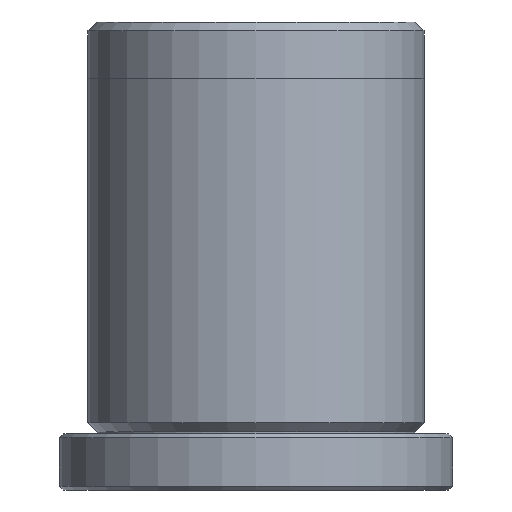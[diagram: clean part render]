
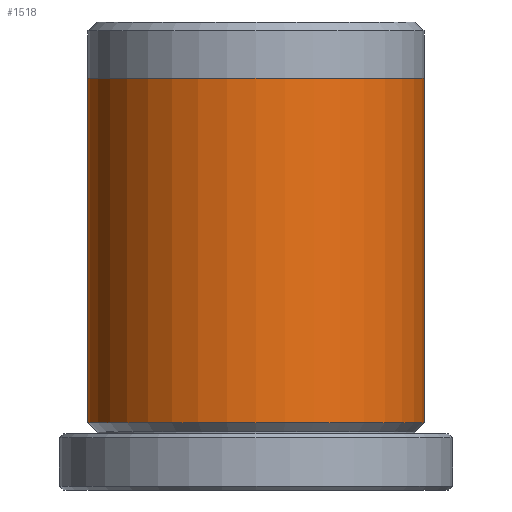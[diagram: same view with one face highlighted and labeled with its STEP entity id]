
A CAD part, front view. The second image highlights one B-rep face of the part: STEP entity #1518.
In plain terms, the highlighted cylindrical face has radius 9 mm (diameter 18 mm), a partial arc.
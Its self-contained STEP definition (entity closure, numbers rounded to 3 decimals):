
#25 = AXIS2_PLACEMENT_3D ( 'NONE', #1224, #1107, #851 ) ;
#80 = FACE_OUTER_BOUND ( 'NONE', #471, .T. ) ;
#121 = AXIS2_PLACEMENT_3D ( 'NONE', #575, #1447, #701 ) ;
#146 = CARTESIAN_POINT ( 'NONE',  ( 0., 0., 22. ) ) ;
#166 = VECTOR ( 'NONE', #1056, 1000. ) ;
#278 = DIRECTION ( 'NONE',  ( -1., 0., 0. ) ) ;
#341 = ORIENTED_EDGE ( 'NONE', *, *, #869, .T. ) ;
#344 = CARTESIAN_POINT ( 'NONE',  ( -9., 0., 22. ) ) ;
#368 = ORIENTED_EDGE ( 'NONE', *, *, #964, .T. ) ;
#465 = CARTESIAN_POINT ( 'NONE',  ( 9., 0., 3.6 ) ) ;
#471 = EDGE_LOOP ( 'NONE', ( #1310, #341, #368, #682 ) ) ;
#507 = LINE ( 'NONE', #1427, #166 ) ;
#575 = CARTESIAN_POINT ( 'NONE',  ( 0., 0., 3.6 ) ) ;
#632 = CARTESIAN_POINT ( 'NONE',  ( -9., 0., 3.6 ) ) ;
#641 = AXIS2_PLACEMENT_3D ( 'NONE', #146, #1037, #278 ) ;
#647 = VECTOR ( 'NONE', #1326, 1000. ) ;
#649 = VERTEX_POINT ( 'NONE', #632 ) ;
#682 = ORIENTED_EDGE ( 'NONE', *, *, #794, .F. ) ;
#696 = CARTESIAN_POINT ( 'NONE',  ( 9., 0., 25. ) ) ;
#701 = DIRECTION ( 'NONE',  ( -1., 0., 0. ) ) ;
#723 = CYLINDRICAL_SURFACE ( 'NONE', #25, 9. ) ;
#759 = CARTESIAN_POINT ( 'NONE',  ( 9., 0., 22. ) ) ;
#794 = EDGE_CURVE ( 'NONE', #1156, #649, #1455, .T. ) ;
#851 = DIRECTION ( 'NONE',  ( -1., 0., 0. ) ) ;
#869 = EDGE_CURVE ( 'NONE', #1250, #1489, #1047, .T. ) ;
#964 = EDGE_CURVE ( 'NONE', #1489, #649, #507, .T. ) ;
#1037 = DIRECTION ( 'NONE',  ( 0., 0., -1. ) ) ;
#1047 = CIRCLE ( 'NONE', #641, 9. ) ;
#1050 = EDGE_CURVE ( 'NONE', #1250, #1156, #1390, .T. ) ;
#1056 = DIRECTION ( 'NONE',  ( 0., 0., -1. ) ) ;
#1107 = DIRECTION ( 'NONE',  ( 0., 0., -1. ) ) ;
#1156 = VERTEX_POINT ( 'NONE', #465 ) ;
#1224 = CARTESIAN_POINT ( 'NONE',  ( 0., 0., 25. ) ) ;
#1250 = VERTEX_POINT ( 'NONE', #759 ) ;
#1310 = ORIENTED_EDGE ( 'NONE', *, *, #1050, .F. ) ;
#1326 = DIRECTION ( 'NONE',  ( 0., 0., -1. ) ) ;
#1390 = LINE ( 'NONE', #696, #647 ) ;
#1427 = CARTESIAN_POINT ( 'NONE',  ( -9., 0., 25. ) ) ;
#1447 = DIRECTION ( 'NONE',  ( 0., 0., -1. ) ) ;
#1455 = CIRCLE ( 'NONE', #121, 9. ) ;
#1489 = VERTEX_POINT ( 'NONE', #344 ) ;
#1518 = ADVANCED_FACE ( 'NONE', ( #80 ), #723, .T. ) ;
